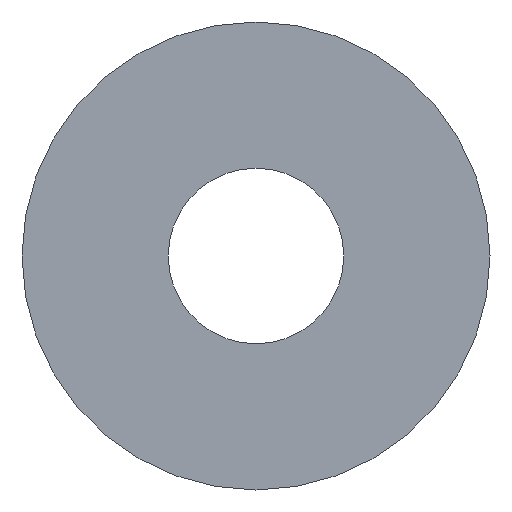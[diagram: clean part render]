
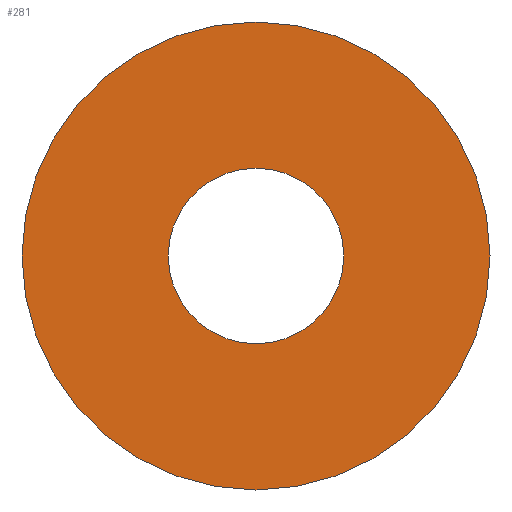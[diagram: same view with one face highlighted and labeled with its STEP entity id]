
A CAD part, left-side view. The second image highlights one B-rep face of the part: STEP entity #281.
In plain terms, the highlighted planar face has unit normal (-1, 0, 0).
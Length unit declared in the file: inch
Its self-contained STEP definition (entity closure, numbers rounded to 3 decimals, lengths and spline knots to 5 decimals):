
#6 = DIRECTION ( 'NONE',  ( 0., 0., -1. ) ) ;
#21 = CARTESIAN_POINT ( 'NONE',  ( 0., 0., 0. ) ) ;
#24 = DIRECTION ( 'NONE',  ( 0., 0., -1. ) ) ;
#33 = ORIENTED_EDGE ( 'NONE', *, *, #149, .F. ) ;
#34 = AXIS2_PLACEMENT_3D ( 'NONE', #111, #324, #142 ) ;
#38 = EDGE_LOOP ( 'NONE', ( #205, #285 ) ) ;
#43 = CIRCLE ( 'NONE', #34, 0.375 ) ;
#44 = AXIS2_PLACEMENT_3D ( 'NONE', #50, #233, #24 ) ;
#45 = DIRECTION ( 'NONE',  ( -1., 0., 0. ) ) ;
#47 = DIRECTION ( 'NONE',  ( 0., 0., 1. ) ) ;
#49 = PLANE ( 'NONE',  #87 ) ;
#50 = CARTESIAN_POINT ( 'NONE',  ( 0., 0., 0. ) ) ;
#52 = FACE_OUTER_BOUND ( 'NONE', #38, .T. ) ;
#55 = VERTEX_POINT ( 'NONE', #214 ) ;
#77 = CARTESIAN_POINT ( 'NONE',  ( 0., 0., 0. ) ) ;
#80 = AXIS2_PLACEMENT_3D ( 'NONE', #21, #45, #47 ) ;
#87 = AXIS2_PLACEMENT_3D ( 'NONE', #77, #146, #6 ) ;
#107 = VERTEX_POINT ( 'NONE', #169 ) ;
#111 = CARTESIAN_POINT ( 'NONE',  ( 0., 0., 0. ) ) ;
#120 = DIRECTION ( 'NONE',  ( 0., 0., -1. ) ) ;
#124 = EDGE_CURVE ( 'NONE', #107, #55, #283, .T. ) ;
#127 = CIRCLE ( 'NONE', #173, 1. ) ;
#142 = DIRECTION ( 'NONE',  ( 0., 0., 1. ) ) ;
#146 = DIRECTION ( 'NONE',  ( 1., 0., 0. ) ) ;
#149 = EDGE_CURVE ( 'NONE', #55, #107, #43, .T. ) ;
#169 = CARTESIAN_POINT ( 'NONE',  ( 0., 0., -0.375 ) ) ;
#173 = AXIS2_PLACEMENT_3D ( 'NONE', #224, #279, #120 ) ;
#183 = CIRCLE ( 'NONE', #44, 1. ) ;
#205 = ORIENTED_EDGE ( 'NONE', *, *, #257, .F. ) ;
#214 = CARTESIAN_POINT ( 'NONE',  ( 0., 0., 0.375 ) ) ;
#224 = CARTESIAN_POINT ( 'NONE',  ( 0., 0., 0. ) ) ;
#226 = CARTESIAN_POINT ( 'NONE',  ( 0., 0., -1. ) ) ;
#233 = DIRECTION ( 'NONE',  ( 1., 0., 0. ) ) ;
#238 = VERTEX_POINT ( 'NONE', #286 ) ;
#257 = EDGE_CURVE ( 'NONE', #238, #264, #127, .T. ) ;
#260 = EDGE_CURVE ( 'NONE', #264, #238, #183, .T. ) ;
#262 = EDGE_LOOP ( 'NONE', ( #33, #309 ) ) ;
#264 = VERTEX_POINT ( 'NONE', #226 ) ;
#279 = DIRECTION ( 'NONE',  ( 1., 0., 0. ) ) ;
#280 = FACE_BOUND ( 'NONE', #262, .T. ) ;
#281 = ADVANCED_FACE ( 'NONE', ( #280, #52 ), #49, .F. ) ;
#283 = CIRCLE ( 'NONE', #80, 0.375 ) ;
#285 = ORIENTED_EDGE ( 'NONE', *, *, #260, .F. ) ;
#286 = CARTESIAN_POINT ( 'NONE',  ( 0., 0., 1. ) ) ;
#309 = ORIENTED_EDGE ( 'NONE', *, *, #124, .F. ) ;
#324 = DIRECTION ( 'NONE',  ( -1., 0., 0. ) ) ;
